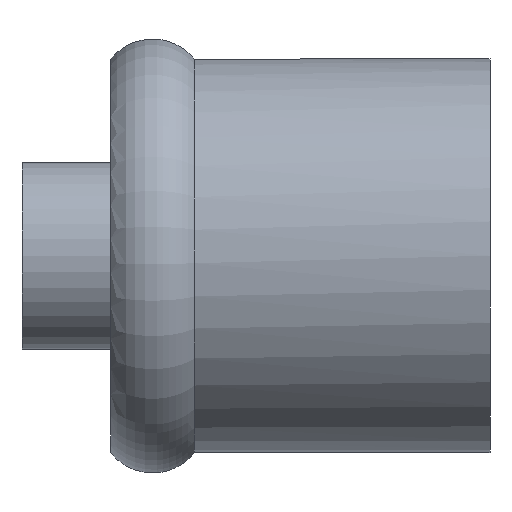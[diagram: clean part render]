
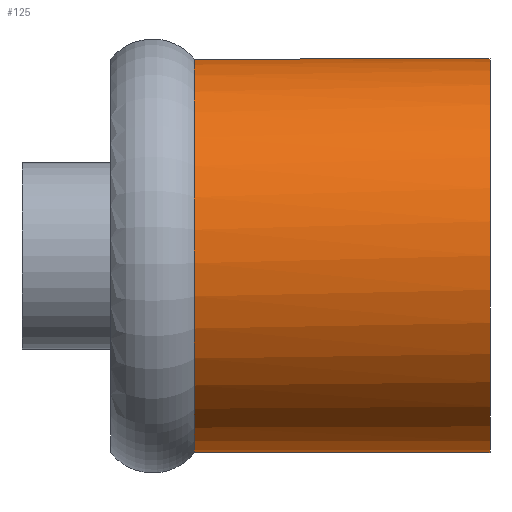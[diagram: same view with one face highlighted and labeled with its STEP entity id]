
A CAD part, left-side view. The second image highlights one B-rep face of the part: STEP entity #125.
In plain terms, the highlighted cylindrical face has radius 20 mm (diameter 40 mm), a full revolution.
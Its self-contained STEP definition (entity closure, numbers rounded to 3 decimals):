
#100=CYLINDRICAL_SURFACE('',#405,20.);
#104=FACE_BOUND('',#170,.T.);
#105=FACE_BOUND('',#171,.T.);
#125=ADVANCED_FACE('',(#104,#105),#100,.T.);
#170=EDGE_LOOP('',(#218,#219,#220));
#171=EDGE_LOOP('',(#221));
#192=CIRCLE('',#400,20.);
#193=CIRCLE('',#402,20.);
#194=CIRCLE('',#403,20.);
#195=CIRCLE('',#404,20.);
#218=ORIENTED_EDGE('',*,*,#327,.T.);
#219=ORIENTED_EDGE('',*,*,#328,.T.);
#220=ORIENTED_EDGE('',*,*,#324,.T.);
#221=ORIENTED_EDGE('',*,*,#329,.F.);
#293=VERTEX_POINT('',#555);
#294=VERTEX_POINT('',#557);
#296=VERTEX_POINT('',#576);
#297=VERTEX_POINT('',#579);
#324=EDGE_CURVE('',#294,#293,#192,.T.);
#327=EDGE_CURVE('',#293,#296,#193,.T.);
#328=EDGE_CURVE('',#296,#294,#194,.T.);
#329=EDGE_CURVE('',#297,#297,#195,.T.);
#400=AXIS2_PLACEMENT_3D('',#556,#441,#442);
#402=AXIS2_PLACEMENT_3D('',#575,#445,#446);
#403=AXIS2_PLACEMENT_3D('',#577,#447,#448);
#404=AXIS2_PLACEMENT_3D('',#578,#449,#450);
#405=AXIS2_PLACEMENT_3D('',#580,#451,#452);
#441=DIRECTION('',(0.,-1.,0.));
#442=DIRECTION('',(0.,0.,-1.));
#445=DIRECTION('',(0.,-1.,0.));
#446=DIRECTION('',(0.,0.,-1.));
#447=DIRECTION('',(0.,-1.,0.));
#448=DIRECTION('',(0.,0.,-1.));
#449=DIRECTION('',(0.,-1.,0.));
#450=DIRECTION('',(0.,0.,-1.));
#451=DIRECTION('',(0.,-1.,0.));
#452=DIRECTION('',(0.,0.,-1.));
#555=CARTESIAN_POINT('',(155.74,87.544,-14.283));
#556=CARTESIAN_POINT('',(141.74,87.544,0.));
#557=CARTESIAN_POINT('',(155.74,87.544,14.283));
#575=CARTESIAN_POINT('',(141.74,87.544,0.));
#576=CARTESIAN_POINT('',(161.74,87.544,0.));
#577=CARTESIAN_POINT('',(141.74,87.544,0.));
#578=CARTESIAN_POINT('',(141.74,57.544,0.));
#579=CARTESIAN_POINT('',(141.74,57.544,-20.));
#580=CARTESIAN_POINT('',(141.74,47.044,0.));
